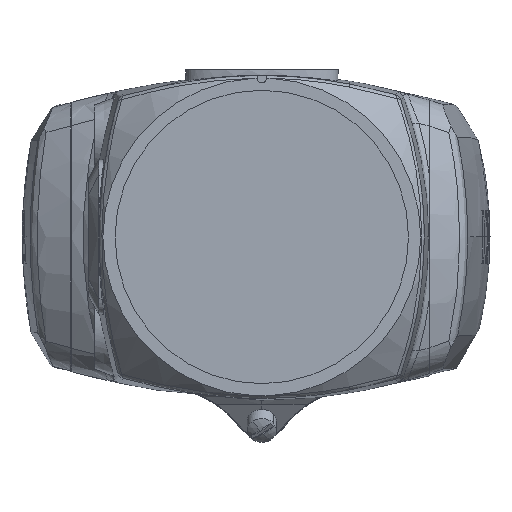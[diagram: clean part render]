
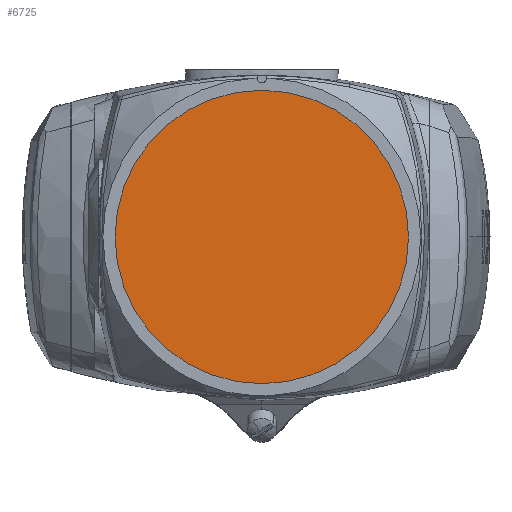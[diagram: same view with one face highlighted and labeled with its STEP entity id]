
A CAD part, left-side view. The second image highlights one B-rep face of the part: STEP entity #6725.
In plain terms, the highlighted planar face has unit normal (-1, 0, 0).
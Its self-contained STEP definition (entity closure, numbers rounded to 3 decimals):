
#3556 = VERTEX_POINT ( 'NONE', #7379 ) ;
#4071 = CIRCLE ( 'NONE', #5572, 50. ) ;
#4678 = VERTEX_POINT ( 'NONE', #17800 ) ;
#5572 = AXIS2_PLACEMENT_3D ( 'NONE', #11507, #30902, #14266 ) ;
#6725 = ADVANCED_FACE ( 'NONE', ( #20654 ), #22766, .T. ) ;
#7379 = CARTESIAN_POINT ( 'NONE',  ( 175., 0., 810. ) ) ;
#8984 = CIRCLE ( 'NONE', #23725, 50. ) ;
#9074 = CARTESIAN_POINT ( 'NONE',  ( 175., 0., 760. ) ) ;
#11507 = CARTESIAN_POINT ( 'NONE',  ( 175., 0., 760. ) ) ;
#11606 = ORIENTED_EDGE ( 'NONE', *, *, #15618, .F. ) ;
#11844 = DIRECTION ( 'NONE',  ( 0., 0., 1. ) ) ;
#13694 = CARTESIAN_POINT ( 'NONE',  ( 175., 0., 760. ) ) ;
#14266 = DIRECTION ( 'NONE',  ( 0., 0., 1. ) ) ;
#15618 = EDGE_CURVE ( 'NONE', #4678, #3556, #4071, .T. ) ;
#16473 = DIRECTION ( 'NONE',  ( 0., 0., 1. ) ) ;
#17800 = CARTESIAN_POINT ( 'NONE',  ( 175., 0., 710. ) ) ;
#20654 = FACE_OUTER_BOUND ( 'NONE', #33824, .T. ) ;
#22766 = PLANE ( 'NONE',  #27260 ) ;
#23725 = AXIS2_PLACEMENT_3D ( 'NONE', #13694, #33101, #16473 ) ;
#25361 = EDGE_CURVE ( 'NONE', #3556, #4678, #8984, .T. ) ;
#27260 = AXIS2_PLACEMENT_3D ( 'NONE', #9074, #28428, #11844 ) ;
#28428 = DIRECTION ( 'NONE',  ( -1., 0., 0. ) ) ;
#30902 = DIRECTION ( 'NONE',  ( 1., 0., 0. ) ) ;
#33101 = DIRECTION ( 'NONE',  ( 1., 0., 0. ) ) ;
#33824 = EDGE_LOOP ( 'NONE', ( #35520, #11606 ) ) ;
#35520 = ORIENTED_EDGE ( 'NONE', *, *, #25361, .F. ) ;
